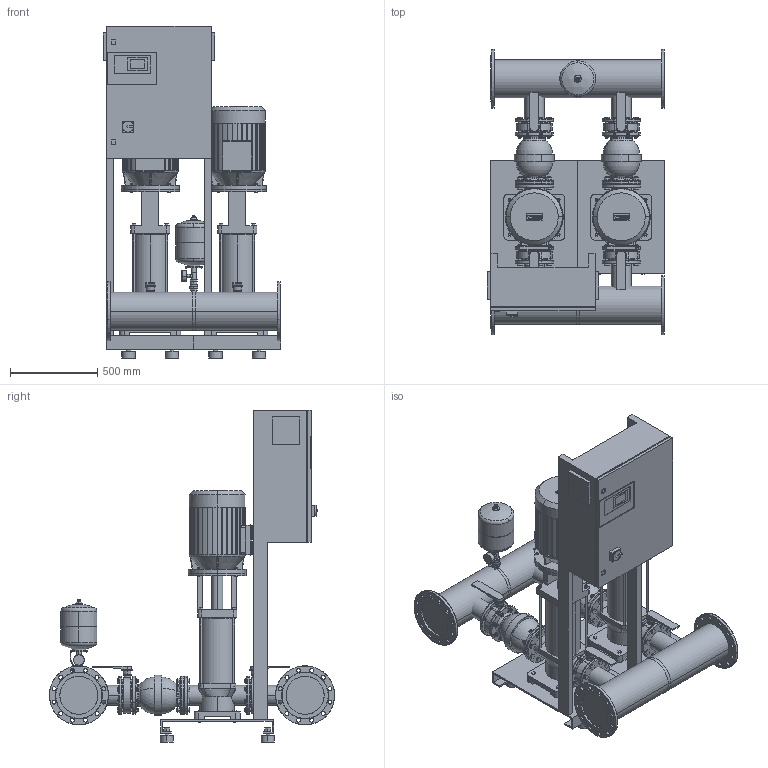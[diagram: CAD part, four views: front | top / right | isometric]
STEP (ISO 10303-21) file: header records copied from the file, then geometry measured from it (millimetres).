
FILE_DESCRIPTION((''),'2;1');
FILE_NAME('3d_CO-2MVI7003_2-2523189.stp','2011-08-26T13:37:25',(''),(''),'Mechanical Desktop 2009','Mechanical Desktop 2009',', , ');
FILE_SCHEMA(('CONFIG_CONTROL_DESIGN'));
Length unit declared in the file: millimetre
Products named in the file (1): Product
Bounding box: 1020 x 1639.55 x 1908 mm (x, y, z)
Volume: 402819206.3 mm3; surface area: 14769197.1 mm2
Topology: 132 solids, 140 shells, 3729 faces, 8875 edges, 5754 vertices
Faces by surface type: plane 1868, cylinder 1030, bspline 509, cone 220, torus 76, sphere 26
Full cylindrical faces by diameter (mm): 114.3 x4, 205 x4
Entity records: 116187 total; most frequent: CARTESIAN_POINT 28226, DIRECTION 18461, ORIENTED_EDGE 17702, EDGE_CURVE 8851, AXIS2_PLACEMENT_3D 6495, VERTEX_POINT 5748, VECTOR 5471, LINE 5471
